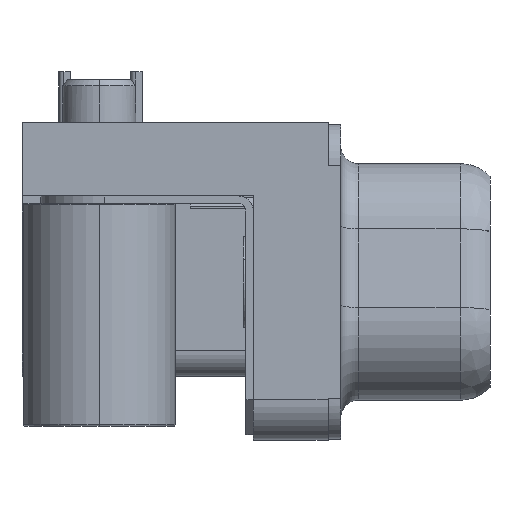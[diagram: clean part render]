
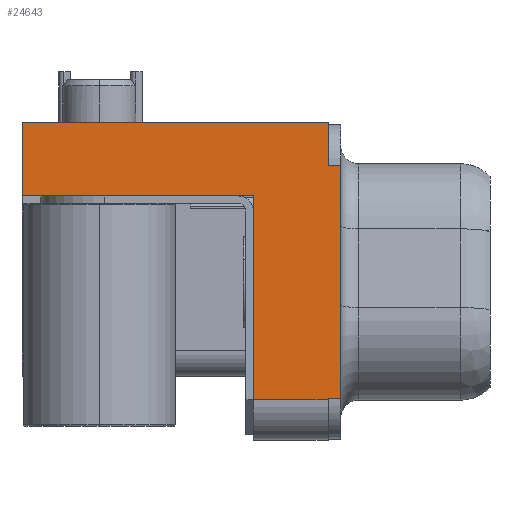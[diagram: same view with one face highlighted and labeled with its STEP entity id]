
A CAD part, left-side view. The second image highlights one B-rep face of the part: STEP entity #24643.
In plain terms, the highlighted planar face has unit normal (-1, 0, 0).
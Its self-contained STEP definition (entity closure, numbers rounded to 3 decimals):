
#6=DIRECTION('',(0.,0.,1.));
#7=VECTOR('',#6,1.69);
#8=CARTESIAN_POINT('',(-15.405,0.,-1.69));
#9=LINE('',#8,#7);
#22=DIRECTION('',(0.,-1.,0.));
#23=VECTOR('',#22,0.5);
#24=CARTESIAN_POINT('',(-15.405,0.,-1.69));
#25=LINE('',#24,#23);
#82=DIRECTION('',(0.,1.,0.));
#83=VECTOR('',#82,12.1);
#84=CARTESIAN_POINT('',(-15.405,0.,0.));
#85=LINE('',#84,#83);
#152=DIRECTION('',(0.,0.,1.));
#153=VECTOR('',#152,2.9);
#154=CARTESIAN_POINT('',(-15.405,12.1,-2.9));
#155=LINE('',#154,#153);
#5716=DIRECTION('',(0.,0.,1.));
#5717=VECTOR('',#5716,8.05);
#5718=CARTESIAN_POINT('',(-15.405,2.95,-10.95));
#5719=LINE('',#5718,#5717);
#6597=DIRECTION('',(0.,0.,1.));
#6598=VECTOR('',#6597,9.22);
#6599=CARTESIAN_POINT('',(-15.405,-0.5,-10.91));
#6600=LINE('',#6599,#6598);
#7307=DIRECTION('',(0.,-1.,0.));
#7308=VECTOR('',#7307,0.5);
#7309=CARTESIAN_POINT('',(-15.405,0.,-10.91));
#7310=LINE('',#7309,#7308);
#7311=CARTESIAN_POINT('',(-15.405,0.,-10.95));
#7312=CARTESIAN_POINT('',(-15.405,0.,-10.943));
#7313=CARTESIAN_POINT('',(-15.405,0.,-10.93));
#7314=CARTESIAN_POINT('',(-15.405,0.,-10.917));
#7315=CARTESIAN_POINT('',(-15.405,0.,-10.91));
#7317=DIRECTION('',(0.,1.,0.));
#7318=VECTOR('',#7317,2.95);
#7319=CARTESIAN_POINT('',(-15.405,0.,-10.95));
#7320=LINE('',#7319,#7318);
#7321=DIRECTION('',(0.,1.,0.));
#7322=VECTOR('',#7321,9.15);
#7323=CARTESIAN_POINT('',(-15.405,2.95,-2.9));
#7324=LINE('',#7323,#7322);
#11598=CARTESIAN_POINT('',(-15.405,2.95,-10.95));
#11600=VERTEX_POINT('',#11598);
#11605=CARTESIAN_POINT('',(-15.405,12.1,-2.9));
#11606=CARTESIAN_POINT('',(-15.405,12.1,0.));
#11607=VERTEX_POINT('',#11605);
#11608=VERTEX_POINT('',#11606);
#11619=CARTESIAN_POINT('',(-15.405,2.95,-2.9));
#11620=VERTEX_POINT('',#11619);
#11625=CARTESIAN_POINT('',(-15.405,0.,0.));
#11626=VERTEX_POINT('',#11625);
#12442=CARTESIAN_POINT('',(-15.405,-0.5,-10.91));
#12444=VERTEX_POINT('',#12442);
#12445=CARTESIAN_POINT('',(-15.405,-0.5,-1.69));
#12446=VERTEX_POINT('',#12445);
#13082=CARTESIAN_POINT('',(-15.405,0.,-10.95));
#13084=VERTEX_POINT('',#13082);
#13085=VERTEX_POINT('',#7315);
#13086=CARTESIAN_POINT('',(-15.405,0.,-1.69));
#13088=VERTEX_POINT('',#13086);
#24625=CARTESIAN_POINT('',(-15.405,0.,-10.95));
#24626=DIRECTION('',(-1.,0.,0.));
#24627=DIRECTION('',(0.,0.,1.));
#24628=AXIS2_PLACEMENT_3D('',#24625,#24626,#24627);
#24629=PLANE('',#24628);
#24630=ORIENTED_EDGE('',*,*,#15063,.F.);
#24631=ORIENTED_EDGE('',*,*,#15084,.T.);
#24632=ORIENTED_EDGE('',*,*,#23646,.F.);
#24633=ORIENTED_EDGE('',*,*,#24617,.F.);
#24634=ORIENTED_EDGE('',*,*,#24615,.F.);
#24635=ORIENTED_EDGE('',*,*,#24589,.T.);
#24636=ORIENTED_EDGE('',*,*,#22533,.T.);
#24638=ORIENTED_EDGE('',*,*,#24637,.T.);
#24639=ORIENTED_EDGE('',*,*,#15224,.T.);
#24640=ORIENTED_EDGE('',*,*,#15163,.F.);
#24641=EDGE_LOOP('',(#24630,#24631,#24632,#24633,#24634,#24635,#24636,#24638,
#24639,#24640));
#24642=FACE_OUTER_BOUND('',#24641,.F.);
#24643=ADVANCED_FACE('',(#24642),#24629,.T.);
#7316=B_SPLINE_CURVE_WITH_KNOTS('',3,(#7311,#7312,#7313,#7314,#7315),
.UNSPECIFIED.,.F.,.F.,(4,1,4),(0.,0.5,1.),.UNSPECIFIED.);
#15063=EDGE_CURVE('',#13088,#11626,#9,.T.);
#15084=EDGE_CURVE('',#13088,#12446,#25,.T.);
#15163=EDGE_CURVE('',#11626,#11608,#85,.T.);
#15224=EDGE_CURVE('',#11607,#11608,#155,.T.);
#22533=EDGE_CURVE('',#11600,#11620,#5719,.T.);
#23646=EDGE_CURVE('',#12444,#12446,#6600,.T.);
#24589=EDGE_CURVE('',#13084,#11600,#7320,.T.);
#24615=EDGE_CURVE('',#13084,#13085,#7316,.T.);
#24617=EDGE_CURVE('',#13085,#12444,#7310,.T.);
#24637=EDGE_CURVE('',#11620,#11607,#7324,.T.);
